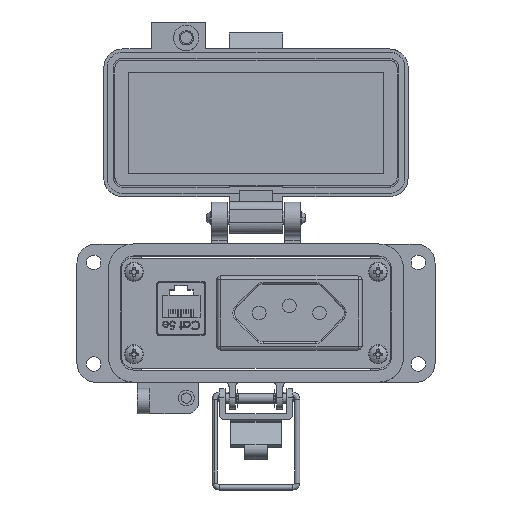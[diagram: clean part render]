
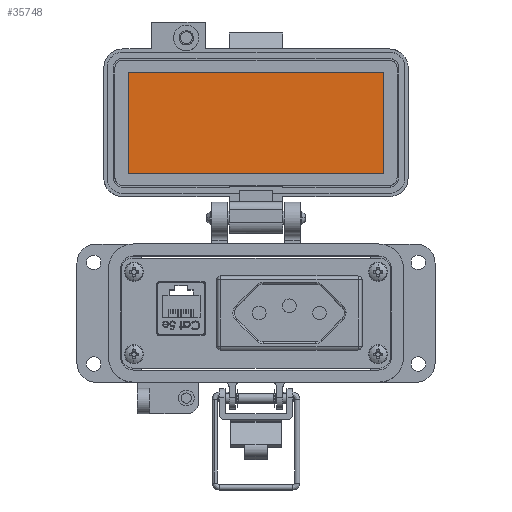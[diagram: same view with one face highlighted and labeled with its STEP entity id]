
A CAD part, top view. The second image highlights one B-rep face of the part: STEP entity #35748.
In plain terms, the highlighted planar face has unit normal (0, 0, 1).
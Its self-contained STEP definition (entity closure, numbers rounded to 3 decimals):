
#720 = ORIENTED_EDGE ( 'NONE', *, *, #30267, .F. ) ;
#2988 = LINE ( 'NONE', #6020, #33481 ) ;
#4222 = FACE_OUTER_BOUND ( 'NONE', #50529, .T. ) ;
#5092 = DIRECTION ( 'NONE',  ( 0., -1., 0. ) ) ;
#5489 = CARTESIAN_POINT ( 'NONE',  ( 40.25, 67.154, -25.55 ) ) ;
#6020 = CARTESIAN_POINT ( 'NONE',  ( -40.25, 67.154, -25.55 ) ) ;
#7970 = VERTEX_POINT ( 'NONE', #20512 ) ;
#10201 = DIRECTION ( 'NONE',  ( 0., 1., 0. ) ) ;
#10528 = VECTOR ( 'NONE', #18446, 1000. ) ;
#11143 = ORIENTED_EDGE ( 'NONE', *, *, #44602, .F. ) ;
#11242 = VERTEX_POINT ( 'NONE', #48256 ) ;
#13258 = CARTESIAN_POINT ( 'NONE',  ( -8.5, 67.154, -25.55 ) ) ;
#13829 = DIRECTION ( 'NONE',  ( 0., -1., 0. ) ) ;
#15558 = AXIS2_PLACEMENT_3D ( 'NONE', #13258, #29961, #5092 ) ;
#18446 = DIRECTION ( 'NONE',  ( -1., 0., 0. ) ) ;
#20512 = CARTESIAN_POINT ( 'NONE',  ( -40.25, 51.154, -25.55 ) ) ;
#24328 = CARTESIAN_POINT ( 'NONE',  ( 40.25, 51.154, -25.55 ) ) ;
#25948 = EDGE_CURVE ( 'NONE', #11242, #46111, #46509, .T. ) ;
#29961 = DIRECTION ( 'NONE',  ( 0., 0., 1. ) ) ;
#30267 = EDGE_CURVE ( 'NONE', #46111, #7970, #32532, .T. ) ;
#31877 = VERTEX_POINT ( 'NONE', #51549 ) ;
#32532 = LINE ( 'NONE', #43245, #10528 ) ;
#33481 = VECTOR ( 'NONE', #10201, 1000. ) ;
#34271 = EDGE_CURVE ( 'NONE', #7970, #31877, #2988, .T. ) ;
#35748 = ADVANCED_FACE ( 'NONE', ( #4222 ), #50587, .T. ) ;
#37412 = ORIENTED_EDGE ( 'NONE', *, *, #34271, .F. ) ;
#39066 = VECTOR ( 'NONE', #43566, 1000. ) ;
#43245 = CARTESIAN_POINT ( 'NONE',  ( 42., 51.154, -25.55 ) ) ;
#43566 = DIRECTION ( 'NONE',  ( 1., 0., 0. ) ) ;
#44602 = EDGE_CURVE ( 'NONE', #31877, #11242, #50033, .T. ) ;
#45199 = VECTOR ( 'NONE', #13829, 1000. ) ;
#46111 = VERTEX_POINT ( 'NONE', #24328 ) ;
#46509 = LINE ( 'NONE', #5489, #45199 ) ;
#47643 = ORIENTED_EDGE ( 'NONE', *, *, #25948, .F. ) ;
#48256 = CARTESIAN_POINT ( 'NONE',  ( 40.25, 83.154, -25.55 ) ) ;
#50033 = LINE ( 'NONE', #52630, #39066 ) ;
#50529 = EDGE_LOOP ( 'NONE', ( #11143, #37412, #720, #47643 ) ) ;
#50587 = PLANE ( 'NONE',  #15558 ) ;
#51549 = CARTESIAN_POINT ( 'NONE',  ( -40.25, 83.154, -25.55 ) ) ;
#52630 = CARTESIAN_POINT ( 'NONE',  ( -8.5, 83.154, -25.55 ) ) ;
